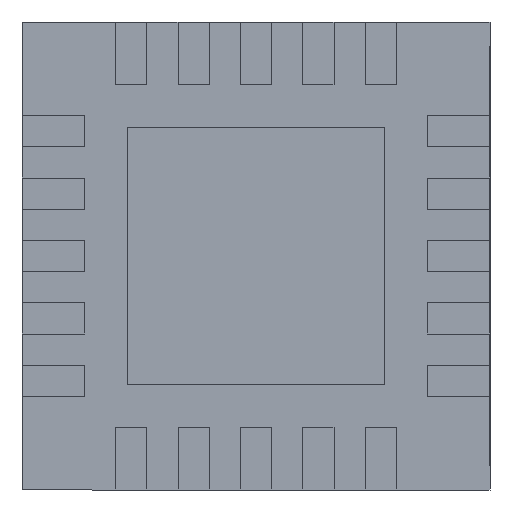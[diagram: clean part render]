
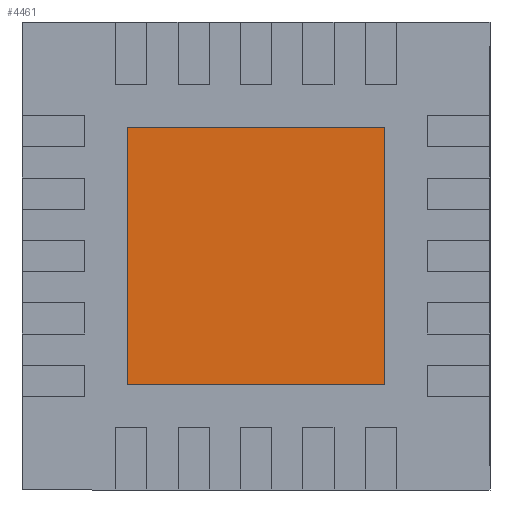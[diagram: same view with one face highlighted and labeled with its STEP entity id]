
A CAD part, front view. The second image highlights one B-rep face of the part: STEP entity #4461.
In plain terms, the highlighted planar face has unit normal (0, -1, 0).
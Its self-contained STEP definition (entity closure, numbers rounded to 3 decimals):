
#231 = VECTOR ( 'NONE', #6358, 1000. ) ;
#859 = VECTOR ( 'NONE', #3574, 1000. ) ;
#1031 = CARTESIAN_POINT ( 'NONE',  ( 0.825, 0., 0.825 ) ) ;
#1437 = CARTESIAN_POINT ( 'NONE',  ( 0.825, 0., -0.825 ) ) ;
#1552 = LINE ( 'NONE', #4096, #3691 ) ;
#1626 = ORIENTED_EDGE ( 'NONE', *, *, #5721, .T. ) ;
#1749 = CARTESIAN_POINT ( 'NONE',  ( 0.825, 0., 0.825 ) ) ;
#1806 = CARTESIAN_POINT ( 'NONE',  ( -0.825, 0., -0.825 ) ) ;
#2316 = VECTOR ( 'NONE', #4335, 1000. ) ;
#2523 = FACE_OUTER_BOUND ( 'NONE', #4777, .T. ) ;
#2585 = DIRECTION ( 'NONE',  ( 1., 0., 0. ) ) ;
#2593 = LINE ( 'NONE', #1031, #859 ) ;
#2818 = EDGE_CURVE ( 'NONE', #5395, #4560, #2593, .T. ) ;
#3093 = CARTESIAN_POINT ( 'NONE',  ( -0.825, 0., 0.825 ) ) ;
#3389 = CARTESIAN_POINT ( 'NONE',  ( 0.825, 0., -0.825 ) ) ;
#3408 = ORIENTED_EDGE ( 'NONE', *, *, #3790, .T. ) ;
#3427 = DIRECTION ( 'NONE',  ( 0., 0., -1. ) ) ;
#3542 = ORIENTED_EDGE ( 'NONE', *, *, #2818, .T. ) ;
#3574 = DIRECTION ( 'NONE',  ( -1., 0., 0. ) ) ;
#3691 = VECTOR ( 'NONE', #2585, 1000. ) ;
#3790 = EDGE_CURVE ( 'NONE', #4560, #3798, #6363, .T. ) ;
#3798 = VERTEX_POINT ( 'NONE', #1806 ) ;
#3943 = VERTEX_POINT ( 'NONE', #1437 ) ;
#4096 = CARTESIAN_POINT ( 'NONE',  ( 0.825, 0., -0.825 ) ) ;
#4335 = DIRECTION ( 'NONE',  ( 0., 0., 1. ) ) ;
#4461 = ADVANCED_FACE ( 'NONE', ( #2523 ), #4922, .T. ) ;
#4560 = VERTEX_POINT ( 'NONE', #3093 ) ;
#4777 = EDGE_LOOP ( 'NONE', ( #3408, #1626, #6303, #3542 ) ) ;
#4922 = PLANE ( 'NONE',  #5328 ) ;
#4946 = DIRECTION ( 'NONE',  ( 0., -1., 0. ) ) ;
#5100 = LINE ( 'NONE', #3389, #2316 ) ;
#5328 = AXIS2_PLACEMENT_3D ( 'NONE', #5447, #4946, #3427 ) ;
#5395 = VERTEX_POINT ( 'NONE', #1749 ) ;
#5447 = CARTESIAN_POINT ( 'NONE',  ( 0., 0., 0. ) ) ;
#5721 = EDGE_CURVE ( 'NONE', #3798, #3943, #1552, .T. ) ;
#6083 = EDGE_CURVE ( 'NONE', #3943, #5395, #5100, .T. ) ;
#6291 = CARTESIAN_POINT ( 'NONE',  ( -0.825, 0., -0.825 ) ) ;
#6303 = ORIENTED_EDGE ( 'NONE', *, *, #6083, .T. ) ;
#6358 = DIRECTION ( 'NONE',  ( 0., 0., -1. ) ) ;
#6363 = LINE ( 'NONE', #6291, #231 ) ;
